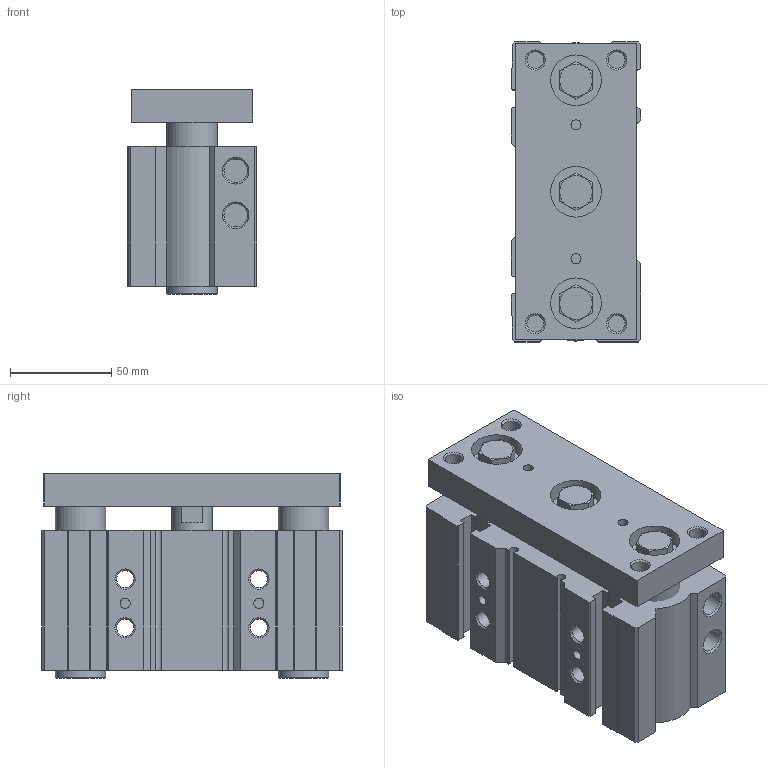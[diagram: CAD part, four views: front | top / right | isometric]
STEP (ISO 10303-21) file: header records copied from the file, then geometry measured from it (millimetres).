
FILE_DESCRIPTION( ( 'STEP AP203' ), '1' );
FILE_NAME( 'SGM50x25-S()(0-0).stp', '2021-10-12T02:30:05', ( 'License CC BY-ND 4.0' ), ( 'CADENAS' ), ' ', 'PARTsolutions', ' ' );
FILE_SCHEMA( ( 'CONFIG_CONTROL_DESIGN' ) );
Length unit declared in the file: millimetre
Products named in the file (4): SGM50x25-S()(0-0); _SGM50x25-M(dummy-0) 0; _SGM50x25-M(-0body); _SGM50x25-M(-0)_ROD
Assembly tree (3 placements, depth 2):
  SGM50x25-S()(0-0)
    _SGM50x25-M(dummy-0) 0
    _SGM50x25-M(-0body)
    _SGM50x25-M(-0)_ROD
Bounding box: 64 x 148 x 101 mm (x, y, z)
Volume: 698145.9 mm3; surface area: 135630.6 mm2
Topology: 2 solids, 2 shells, 303 faces, 736 edges, 471 vertices
Faces by surface type: plane 151, cylinder 94, cone 58
Full cylindrical faces by diameter (mm): 5 x6, 8.376 x12, 8.7 x4, 11.445 x4, 14 x4, 16.667 x2, 20 x2, 25 x5, 32 x2, 46.8 x1, 50 x2
Entity records: 8783 total; most frequent: CARTESIAN_POINT 1762, DIRECTION 1440, ORIENTED_EDGE 1326, EDGE_CURVE 663, AXIS2_PLACEMENT_3D 560, VERTEX_POINT 463, EDGE_LOOP 422, FACE_OUTER_BOUND 347
